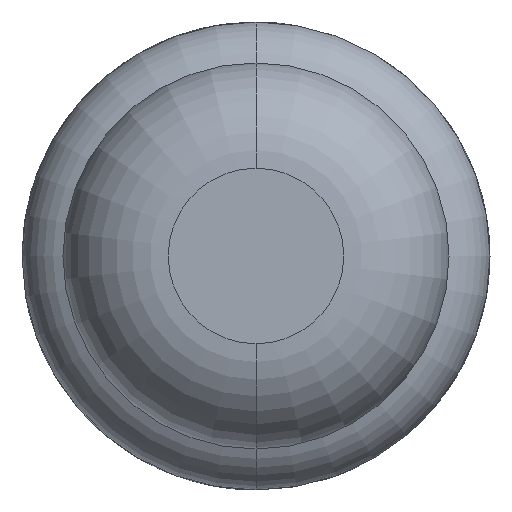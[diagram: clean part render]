
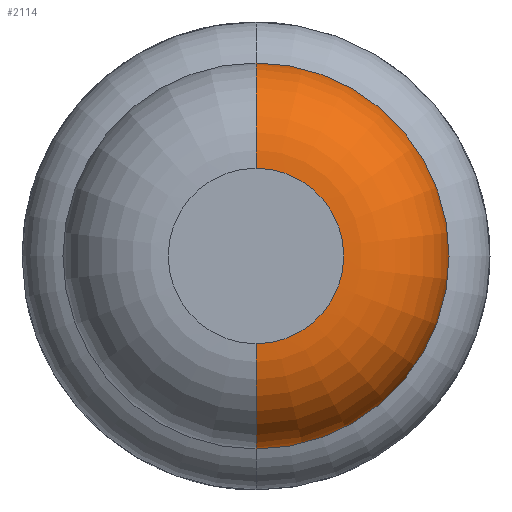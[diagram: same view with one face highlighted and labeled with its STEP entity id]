
A CAD part, front view. The second image highlights one B-rep face of the part: STEP entity #2114.
In plain terms, the highlighted toroidal (fillet/blend) face has major radius 0.375 mm and minor radius 0.45 mm.
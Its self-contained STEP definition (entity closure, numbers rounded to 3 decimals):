
#118 = DIRECTION ( 'NONE',  ( 1., 0., 0. ) ) ;
#119 = ORIENTED_EDGE ( 'NONE', *, *, #4283, .F. ) ;
#149 = DIRECTION ( 'NONE',  ( 0., 1., 0. ) ) ;
#315 = VERTEX_POINT ( 'NONE', #3614 ) ;
#628 = AXIS2_PLACEMENT_3D ( 'NONE', #1541, #149, #2577 ) ;
#821 = CARTESIAN_POINT ( 'NONE',  ( 0., -26.95, -0.375 ) ) ;
#885 = CARTESIAN_POINT ( 'NONE',  ( 0., -27.4, 0.375 ) ) ;
#962 = AXIS2_PLACEMENT_3D ( 'NONE', #821, #118, #4028 ) ;
#1068 = DIRECTION ( 'NONE',  ( -1., 0., 0. ) ) ;
#1254 = CIRCLE ( 'NONE', #4470, 0.45 ) ;
#1257 = DIRECTION ( 'NONE',  ( 0., 0., 1. ) ) ;
#1269 = CIRCLE ( 'NONE', #962, 0.45 ) ;
#1445 = ORIENTED_EDGE ( 'NONE', *, *, #1471, .F. ) ;
#1447 = EDGE_CURVE ( 'NONE', #4048, #315, #1269, .T. ) ;
#1471 = EDGE_CURVE ( 'Defeature ausgef�hrt1_14+Defeature ausgef�hrt1_13+Defeature ausgef�hrt1_13+Defeature ausgef�hrt1_13', #3913, #315, #3302, .T. ) ;
#1541 = CARTESIAN_POINT ( 'NONE',  ( 0., -26.95, 0. ) ) ;
#1543 = VERTEX_POINT ( 'NONE', #885 ) ;
#1891 = ORIENTED_EDGE ( 'NONE', *, *, #1447, .T. ) ;
#2114 = ADVANCED_FACE ( 'Defeature ausgef�hrt1_13', ( #2511 ), #2449, .T. ) ;
#2143 = CARTESIAN_POINT ( 'NONE',  ( 0., -26.95, 0.375 ) ) ;
#2194 = CARTESIAN_POINT ( 'NONE',  ( 0., -27.4, -0.375 ) ) ;
#2232 = EDGE_CURVE ( 'Defeature ausgef�hrt1_13+Defeature ausgef�hrt1_12+Defeature ausgef�hrt1_12+Defeature ausgef�hrt1_12', #1543, #4048, #3358, .T. ) ;
#2444 = DIRECTION ( 'NONE',  ( 0., 0., 1. ) ) ;
#2449 = TOROIDAL_SURFACE ( 'NONE', #3873, 0.375, 0.45 ) ;
#2451 = CARTESIAN_POINT ( 'NONE',  ( 0., -26.95, 0. ) ) ;
#2511 = FACE_OUTER_BOUND ( 'NONE', #4300, .T. ) ;
#2577 = DIRECTION ( 'NONE',  ( 0., 0., 1. ) ) ;
#2720 = CARTESIAN_POINT ( 'NONE',  ( 0., -26.95, 0.825 ) ) ;
#2818 = ORIENTED_EDGE ( 'NONE', *, *, #2232, .T. ) ;
#2929 = DIRECTION ( 'NONE',  ( 0., 1., 0. ) ) ;
#3302 = CIRCLE ( 'NONE', #628, 0.825 ) ;
#3358 = CIRCLE ( 'NONE', #3389, 0.375 ) ;
#3389 = AXIS2_PLACEMENT_3D ( 'NONE', #3694, #2929, #1257 ) ;
#3614 = CARTESIAN_POINT ( 'NONE',  ( 0., -26.95, -0.825 ) ) ;
#3694 = CARTESIAN_POINT ( 'NONE',  ( 0., -27.4, 0. ) ) ;
#3873 = AXIS2_PLACEMENT_3D ( 'NONE', #2451, #3886, #3925 ) ;
#3886 = DIRECTION ( 'NONE',  ( 0., 1., 0. ) ) ;
#3913 = VERTEX_POINT ( 'NONE', #2720 ) ;
#3925 = DIRECTION ( 'NONE',  ( 0., 0., 1. ) ) ;
#4028 = DIRECTION ( 'NONE',  ( 0., 0., -1. ) ) ;
#4048 = VERTEX_POINT ( 'NONE', #2194 ) ;
#4283 = EDGE_CURVE ( 'NONE', #1543, #3913, #1254, .T. ) ;
#4300 = EDGE_LOOP ( 'NONE', ( #2818, #1891, #1445, #119 ) ) ;
#4470 = AXIS2_PLACEMENT_3D ( 'NONE', #2143, #1068, #2444 ) ;
